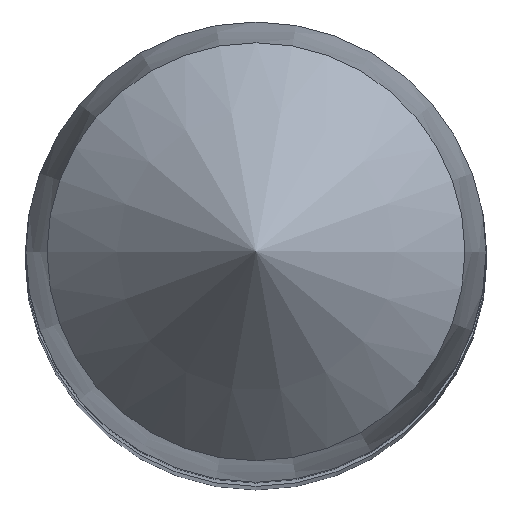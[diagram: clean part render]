
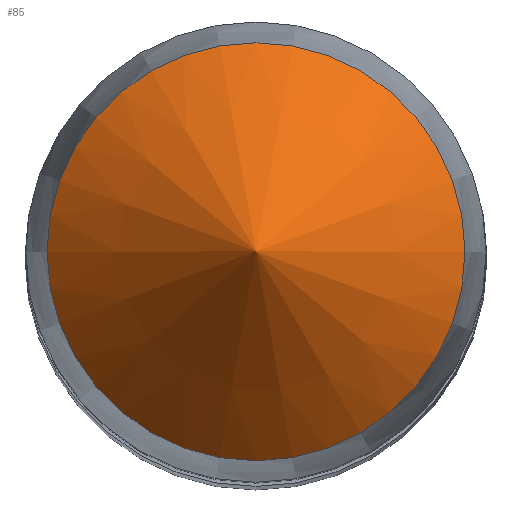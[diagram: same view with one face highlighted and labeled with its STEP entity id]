
A CAD part, top view. The second image highlights one B-rep face of the part: STEP entity #85.
In plain terms, the highlighted conical face has half-angle 45 degrees and reference radius 5.147 mm.
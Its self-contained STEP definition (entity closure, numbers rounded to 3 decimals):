
#34=VERTEX_LOOP('',#256);
#63=CONICAL_SURFACE('',#699,5.147,45.);
#85=ADVANCED_FACE('',(#120,#121),#63,.T.);
#120=FACE_BOUND('',#155,.T.);
#121=FACE_BOUND('',#34,.T.);
#155=EDGE_LOOP('',(#227));
#227=ORIENTED_EDGE('',*,*,#292,.F.);
#255=VERTEX_POINT('',#991);
#256=VERTEX_POINT('',#993);
#292=EDGE_CURVE('',#255,#255,#308,.T.);
#308=CIRCLE('',#697,4.378);
#697=AXIS2_PLACEMENT_3D('',#990,#834,#835);
#699=AXIS2_PLACEMENT_3D('',#994,#838,#839);
#834=DIRECTION('',(0.,0.,-1.));
#835=DIRECTION('',(1.,0.,0.));
#838=DIRECTION('',(0.,0.,-1.));
#839=DIRECTION('',(-1.,0.,0.));
#990=CARTESIAN_POINT('',(0.,0.,99.862));
#991=CARTESIAN_POINT('',(4.378,0.,99.862));
#993=CARTESIAN_POINT('',(0.,0.,104.24));
#994=CARTESIAN_POINT('',(0.,0.,99.093));
